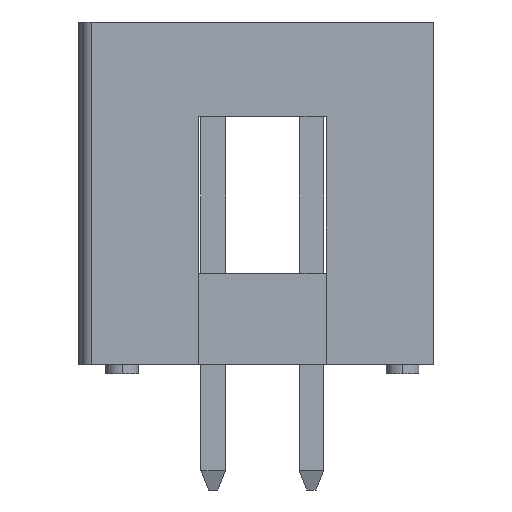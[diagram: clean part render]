
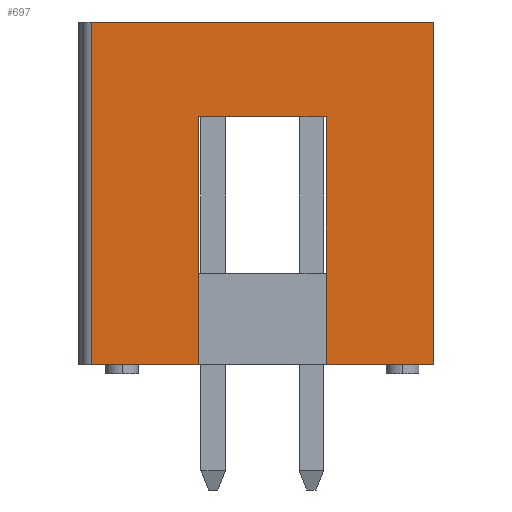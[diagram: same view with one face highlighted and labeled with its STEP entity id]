
A CAD part, left-side view. The second image highlights one B-rep face of the part: STEP entity #697.
In plain terms, the highlighted planar face has unit normal (-1, 0, 0).
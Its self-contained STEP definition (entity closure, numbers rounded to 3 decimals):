
#697=ADVANCED_FACE('',(#1468),#1469,.T.);
#1468=FACE_OUTER_BOUND('',#2374,.T.);
#1469=PLANE('',#2375);
#2374=EDGE_LOOP('',(#4048,#4049,#4050,#4051,#4052,#4053,#4054,#4055));
#2375=AXIS2_PLACEMENT_3D('',#4056,#4057,#4058);
#4048=ORIENTED_EDGE('',*,*,#5597,.T.);
#4049=ORIENTED_EDGE('',*,*,#5598,.T.);
#4050=ORIENTED_EDGE('',*,*,#5499,.F.);
#4051=ORIENTED_EDGE('',*,*,#5589,.T.);
#4052=ORIENTED_EDGE('',*,*,#5599,.T.);
#4053=ORIENTED_EDGE('',*,*,#5594,.F.);
#4054=ORIENTED_EDGE('',*,*,#5503,.F.);
#4055=ORIENTED_EDGE('',*,*,#5600,.F.);
#4056=CARTESIAN_POINT('',(-10.18,-4.425,-4.425));
#4057=DIRECTION('',(-1.0,0.0,0.0));
#4058=DIRECTION('',(0.0,0.0,1.0));
#5499=EDGE_CURVE('',#6575,#6577,#6578,.T.);
#5503=EDGE_CURVE('',#6583,#6585,#6586,.T.);
#5589=EDGE_CURVE('',#6575,#6736,#6738,.T.);
#5594=EDGE_CURVE('',#6585,#6745,#6746,.T.);
#5597=EDGE_CURVE('',#6749,#6750,#6751,.T.);
#5598=EDGE_CURVE('',#6750,#6577,#6752,.T.);
#5599=EDGE_CURVE('',#6736,#6745,#6753,.T.);
#5600=EDGE_CURVE('',#6749,#6583,#6754,.T.);
#6575=VERTEX_POINT('',#8124);
#6577=VERTEX_POINT('',#8127);
#6578=LINE('',#8128,#8129);
#6583=VERTEX_POINT('',#8136);
#6585=VERTEX_POINT('',#8139);
#6586=LINE('',#8140,#8141);
#6736=VERTEX_POINT('',#8359);
#6738=LINE('',#8362,#8363);
#6745=VERTEX_POINT('',#8373);
#6746=LINE('',#8374,#8375);
#6749=VERTEX_POINT('',#8379);
#6750=VERTEX_POINT('',#8380);
#6751=LINE('',#8381,#8382);
#6752=LINE('',#8383,#8384);
#6753=LINE('',#8385,#8386);
#6754=LINE('',#8387,#8388);
#8124=CARTESIAN_POINT('',(-10.18,-4.425,-4.425));
#8127=CARTESIAN_POINT('',(-10.18,-1.65,-4.425));
#8128=CARTESIAN_POINT('',(-10.18,-4.425,-4.425));
#8129=VECTOR('',#9345,1000.0);
#8136=CARTESIAN_POINT('',(-10.18,1.65,-4.425));
#8139=CARTESIAN_POINT('',(-10.18,4.425,-4.425));
#8140=CARTESIAN_POINT('',(-10.18,-4.425,-4.425));
#8141=VECTOR('',#9349,1000.0);
#8359=CARTESIAN_POINT('',(-10.18,-4.425,4.425));
#8362=CARTESIAN_POINT('',(-10.18,-4.425,-4.425));
#8363=VECTOR('',#9443,1000.0);
#8373=CARTESIAN_POINT('',(-10.18,4.425,4.425));
#8374=CARTESIAN_POINT('',(-10.18,4.425,-4.425));
#8375=VECTOR('',#9447,1000.0);
#8379=CARTESIAN_POINT('',(-10.18,1.65,1.975));
#8380=CARTESIAN_POINT('',(-10.18,-1.65,1.975));
#8381=CARTESIAN_POINT('',(-10.18,1.65,1.975));
#8382=VECTOR('',#9449,1000.0);
#8383=CARTESIAN_POINT('',(-10.18,-1.65,1.975));
#8384=VECTOR('',#9450,1000.0);
#8385=CARTESIAN_POINT('',(-10.18,-4.425,4.425));
#8386=VECTOR('',#9451,1000.0);
#8387=CARTESIAN_POINT('',(-10.18,1.65,1.975));
#8388=VECTOR('',#9452,1000.0);
#9345=DIRECTION('',(0.0,1.0,0.0));
#9349=DIRECTION('',(0.0,1.0,0.0));
#9443=DIRECTION('',(0.0,0.0,1.0));
#9447=DIRECTION('',(0.0,0.0,1.0));
#9449=DIRECTION('',(0.0,-1.0,0.0));
#9450=DIRECTION('',(0.0,0.0,-1.0));
#9451=DIRECTION('',(0.0,1.0,0.0));
#9452=DIRECTION('',(0.0,0.0,-1.0));
